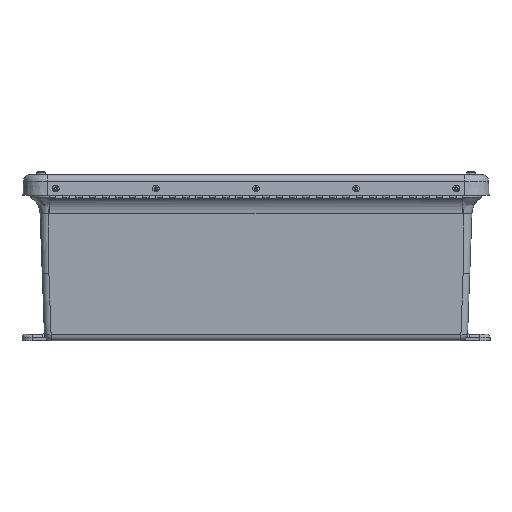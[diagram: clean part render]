
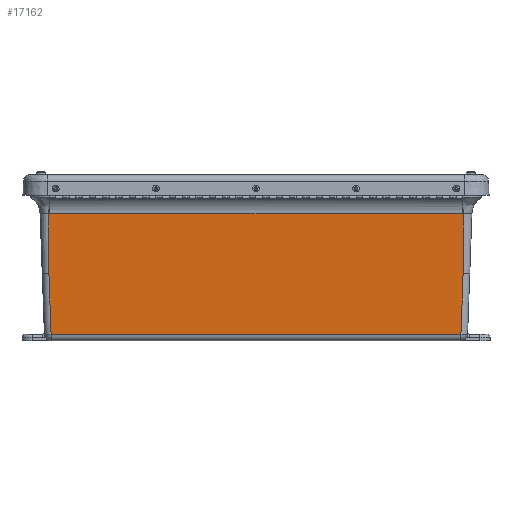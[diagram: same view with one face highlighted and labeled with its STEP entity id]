
A CAD part, left-side view. The second image highlights one B-rep face of the part: STEP entity #17162.
In plain terms, the highlighted planar face has unit normal (-0.999, 0, -0.036).
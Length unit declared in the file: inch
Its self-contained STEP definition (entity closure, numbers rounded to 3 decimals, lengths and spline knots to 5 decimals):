
#272 = VERTEX_POINT ( 'NONE', #18794 ) ;
#2707 = EDGE_CURVE ( 'NONE', #7136, #4049, #26630, .T. ) ;
#3349 = ORIENTED_EDGE ( 'NONE', *, *, #4128, .T. ) ;
#3854 = LINE ( 'NONE', #27629, #19969 ) ;
#4049 = VERTEX_POINT ( 'NONE', #8145 ) ;
#4128 = EDGE_CURVE ( 'NONE', #7136, #25840, #33313, .T. ) ;
#4835 = CARTESIAN_POINT ( 'NONE',  ( -6.9105, -7.67596, -5.75897 ) ) ;
#6062 = LINE ( 'NONE', #14643, #40994 ) ;
#6307 = EDGE_CURVE ( 'NONE', #14027, #40945, #33464, .T. ) ;
#7136 = VERTEX_POINT ( 'NONE', #34413 ) ;
#7816 = ORIENTED_EDGE ( 'NONE', *, *, #34543, .T. ) ;
#8145 = CARTESIAN_POINT ( 'NONE',  ( -6.9105, 7.67596, -5.75897 ) ) ;
#8839 = DIRECTION ( 'NONE',  ( 0., 1., 0. ) ) ;
#11109 = VECTOR ( 'NONE', #28186, 39.37008 ) ;
#11864 = CARTESIAN_POINT ( 'NONE',  ( -6.99204, 7.7575, -3.488 ) ) ;
#11868 = ORIENTED_EDGE ( 'NONE', *, *, #14081, .F. ) ;
#12763 = VECTOR ( 'NONE', #24085, 39.37008 ) ;
#12780 = EDGE_CURVE ( 'NONE', #20528, #4049, #29299, .T. ) ;
#13466 = CARTESIAN_POINT ( 'NONE',  ( -6.99204, 7.7575, -3.488 ) ) ;
#13922 = DIRECTION ( 'NONE',  ( 0.036, 0., -0.999 ) ) ;
#14027 = VERTEX_POINT ( 'NONE', #18557 ) ;
#14081 = EDGE_CURVE ( 'NONE', #272, #35278, #42486, .T. ) ;
#14273 = CARTESIAN_POINT ( 'NONE',  ( -6.9105, 0., -5.75897 ) ) ;
#14643 = CARTESIAN_POINT ( 'NONE',  ( -7.11712, -7.7575, -0.00449 ) ) ;
#15391 = CARTESIAN_POINT ( 'NONE',  ( -7.07266, 7.7575, -1.24282 ) ) ;
#16493 = VECTOR ( 'NONE', #8839, 39.37008 ) ;
#17162 = ADVANCED_FACE ( 'NONE', ( #25476 ), #26926, .T. ) ;
#17502 = CARTESIAN_POINT ( 'NONE',  ( -7.11712, 7.7575, -0.00449 ) ) ;
#17581 = LINE ( 'NONE', #39663, #16493 ) ;
#17603 = ORIENTED_EDGE ( 'NONE', *, *, #6307, .F. ) ;
#18557 = CARTESIAN_POINT ( 'NONE',  ( -7.07265, -7.72581, -1.24309 ) ) ;
#18710 = CARTESIAN_POINT ( 'NONE',  ( -7.07265, 7.7258, -1.24309 ) ) ;
#18794 = CARTESIAN_POINT ( 'NONE',  ( -7.07266, 7.7575, -1.24282 ) ) ;
#19969 = VECTOR ( 'NONE', #27770, 39.37008 ) ;
#20528 = VERTEX_POINT ( 'NONE', #11864 ) ;
#24085 = DIRECTION ( 'NONE',  ( 0.036, -0.036, -0.999 ) ) ;
#24214 = VECTOR ( 'NONE', #42370, 39.37008 ) ;
#25419 = CARTESIAN_POINT ( 'NONE',  ( -7.07265, 7.74694, -1.243 ) ) ;
#25476 = FACE_OUTER_BOUND ( 'NONE', #36181, .T. ) ;
#25685 = CARTESIAN_POINT ( 'NONE',  ( -7.07265, -7.73637, -1.24309 ) ) ;
#25739 = EDGE_CURVE ( 'NONE', #272, #20528, #3854, .T. ) ;
#25840 = VERTEX_POINT ( 'NONE', #28646 ) ;
#26630 = LINE ( 'NONE', #14273, #11109 ) ;
#26926 = PLANE ( 'NONE',  #38649 ) ;
#27200 = EDGE_CURVE ( 'NONE', #14027, #35278, #17581, .T. ) ;
#27629 = CARTESIAN_POINT ( 'NONE',  ( -7.11712, 7.7575, -0.00449 ) ) ;
#27770 = DIRECTION ( 'NONE',  ( 0.036, 0., -0.999 ) ) ;
#28186 = DIRECTION ( 'NONE',  ( 0., 1., 0. ) ) ;
#28646 = CARTESIAN_POINT ( 'NONE',  ( -6.99204, -7.7575, -3.488 ) ) ;
#29114 = CARTESIAN_POINT ( 'NONE',  ( -7.07265, -7.74693, -1.243 ) ) ;
#29155 = ORIENTED_EDGE ( 'NONE', *, *, #2707, .F. ) ;
#29299 = LINE ( 'NONE', #13466, #12763 ) ;
#31077 = DIRECTION ( 'NONE',  ( -0.036, 0., 0.999 ) ) ;
#32712 = CARTESIAN_POINT ( 'NONE',  ( -7.07266, -7.7575, -1.24282 ) ) ;
#33313 = LINE ( 'NONE', #4835, #24214 ) ;
#33464 = B_SPLINE_CURVE_WITH_KNOTS ( 'NONE', 3,
 ( #36201, #25685, #29114, #32712 ),
 .UNSPECIFIED., .F., .F.,
 ( 4, 4 ),
 ( 0., 1. ),
 .UNSPECIFIED. ) ;
#34413 = CARTESIAN_POINT ( 'NONE',  ( -6.9105, -7.67596, -5.75897 ) ) ;
#34543 = EDGE_CURVE ( 'NONE', #25840, #40945, #6062, .T. ) ;
#34859 = DIRECTION ( 'NONE',  ( -0.999, 0., -0.036 ) ) ;
#34895 = CARTESIAN_POINT ( 'NONE',  ( -7.07265, 7.7258, -1.24309 ) ) ;
#35218 = ORIENTED_EDGE ( 'NONE', *, *, #12780, .T. ) ;
#35278 = VERTEX_POINT ( 'NONE', #34895 ) ;
#35764 = CARTESIAN_POINT ( 'NONE',  ( -7.07265, 7.73637, -1.24309 ) ) ;
#36181 = EDGE_LOOP ( 'NONE', ( #11868, #38038, #35218, #29155, #3349, #7816, #17603, #40801 ) ) ;
#36201 = CARTESIAN_POINT ( 'NONE',  ( -7.07265, -7.72581, -1.24309 ) ) ;
#38038 = ORIENTED_EDGE ( 'NONE', *, *, #25739, .T. ) ;
#38649 = AXIS2_PLACEMENT_3D ( 'NONE', #17502, #34859, #13922 ) ;
#39663 = CARTESIAN_POINT ( 'NONE',  ( -7.07265, 7.7575, -1.24309 ) ) ;
#40801 = ORIENTED_EDGE ( 'NONE', *, *, #27200, .T. ) ;
#40945 = VERTEX_POINT ( 'NONE', #44351 ) ;
#40994 = VECTOR ( 'NONE', #31077, 39.37008 ) ;
#42370 = DIRECTION ( 'NONE',  ( -0.036, -0.036, 0.999 ) ) ;
#42486 = B_SPLINE_CURVE_WITH_KNOTS ( 'NONE', 3,
 ( #15391, #25419, #35764, #18710 ),
 .UNSPECIFIED., .F., .F.,
 ( 4, 4 ),
 ( 0., 1. ),
 .UNSPECIFIED. ) ;
#44351 = CARTESIAN_POINT ( 'NONE',  ( -7.07266, -7.7575, -1.24282 ) ) ;
